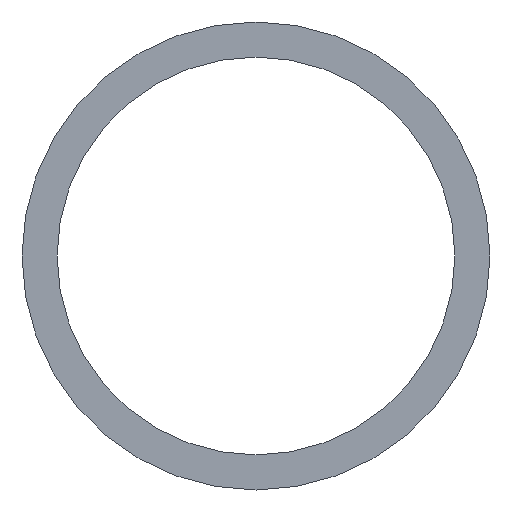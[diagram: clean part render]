
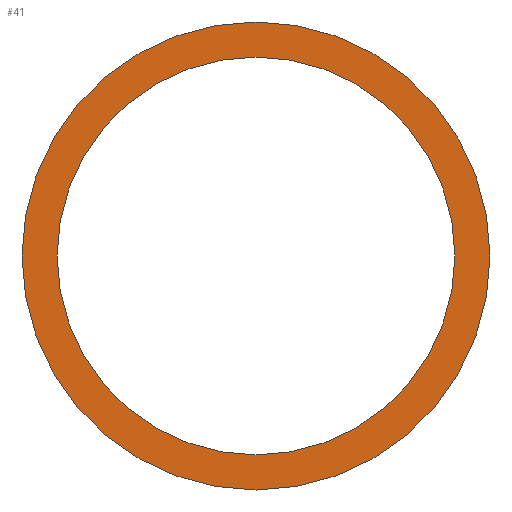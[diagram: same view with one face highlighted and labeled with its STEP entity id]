
A CAD part, front view. The second image highlights one B-rep face of the part: STEP entity #41.
In plain terms, the highlighted planar face has unit normal (0, -1, 0).
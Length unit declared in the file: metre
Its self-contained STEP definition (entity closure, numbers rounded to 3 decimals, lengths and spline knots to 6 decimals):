
#41=ADVANCED_FACE('0:200',(#77,#78),#79,.T.);
#77=FACE_OUTER_BOUND('',#105,.T.);
#78=FACE_BOUND('',#106,.T.);
#79=PLANE('',#107);
#105=EDGE_LOOP('',(#157,#158,#159));
#106=EDGE_LOOP('',(#160,#161,#162));
#107=AXIS2_PLACEMENT_3D('',#163,#164,#165);
#157=ORIENTED_EDGE('',*,*,#175,.T.);
#158=ORIENTED_EDGE('',*,*,#182,.T.);
#159=ORIENTED_EDGE('',*,*,#176,.T.);
#160=ORIENTED_EDGE('',*,*,#172,.F.);
#161=ORIENTED_EDGE('',*,*,#171,.F.);
#162=ORIENTED_EDGE('',*,*,#184,.F.);
#163=CARTESIAN_POINT('',(-2.07125,-0.245224,0.303875));
#164=DIRECTION('',(0.0,-1.0,0.));
#165=DIRECTION('',(0.0,0.,-1.0));
#171=EDGE_CURVE('',#196,#198,#199,.T.);
#172=EDGE_CURVE('0:209',#198,#192,#200,.T.);
#175=EDGE_CURVE('0:203',#205,#202,#206,.T.);
#176=EDGE_CURVE('',#207,#205,#208,.T.);
#182=EDGE_CURVE('',#202,#207,#216,.T.);
#184=EDGE_CURVE('',#192,#196,#218,.T.);
#192=VERTEX_POINT('',#227);
#196=VERTEX_POINT('',#232);
#198=VERTEX_POINT('',#235);
#199=CIRCLE('',#236,0.0085);
#200=CIRCLE('',#237,0.0085);
#202=VERTEX_POINT('',#239);
#205=VERTEX_POINT('',#243);
#206=CIRCLE('',#244,0.01);
#207=VERTEX_POINT('',#245);
#208=CIRCLE('',#246,0.01);
#216=CIRCLE('',#255,0.01);
#218=CIRCLE('',#257,0.0085);
#227=CARTESIAN_POINT('',(-2.07125,-0.245224,0.295375));
#232=CARTESIAN_POINT('',(-2.07125,-0.245224,0.312375));
#235=CARTESIAN_POINT('',(-2.07975,-0.245224,0.303875));
#236=AXIS2_PLACEMENT_3D('',#269,#270,#271);
#237=AXIS2_PLACEMENT_3D('',#272,#273,#274);
#239=CARTESIAN_POINT('',(-2.07125,-0.245224,0.313875));
#243=CARTESIAN_POINT('',(-2.06125,-0.245224,0.303875));
#244=AXIS2_PLACEMENT_3D('',#276,#277,#278);
#245=CARTESIAN_POINT('',(-2.07125,-0.245224,0.293875));
#246=AXIS2_PLACEMENT_3D('',#279,#280,#281);
#255=AXIS2_PLACEMENT_3D('',#292,#293,#294);
#257=AXIS2_PLACEMENT_3D('',#295,#296,#297);
#269=CARTESIAN_POINT('',(-2.07125,-0.245224,0.303875));
#270=DIRECTION('',(0.,-1.0,0.));
#271=DIRECTION('',(1.0,0.,0.));
#272=CARTESIAN_POINT('',(-2.07125,-0.245224,0.303875));
#273=DIRECTION('',(0.,-1.0,0.));
#274=DIRECTION('',(1.0,0.,0.));
#276=CARTESIAN_POINT('',(-2.07125,-0.245224,0.303875));
#277=DIRECTION('',(0.,-1.0,0.));
#278=DIRECTION('',(-1.0,0.,0.));
#279=CARTESIAN_POINT('',(-2.07125,-0.245224,0.303875));
#280=DIRECTION('',(0.,-1.0,0.));
#281=DIRECTION('',(-1.0,0.,0.));
#292=CARTESIAN_POINT('',(-2.07125,-0.245224,0.303875));
#293=DIRECTION('',(0.,-1.0,0.));
#294=DIRECTION('',(-1.0,0.,0.));
#295=CARTESIAN_POINT('',(-2.07125,-0.245224,0.303875));
#296=DIRECTION('',(0.,-1.0,0.));
#297=DIRECTION('',(1.0,0.,0.));
